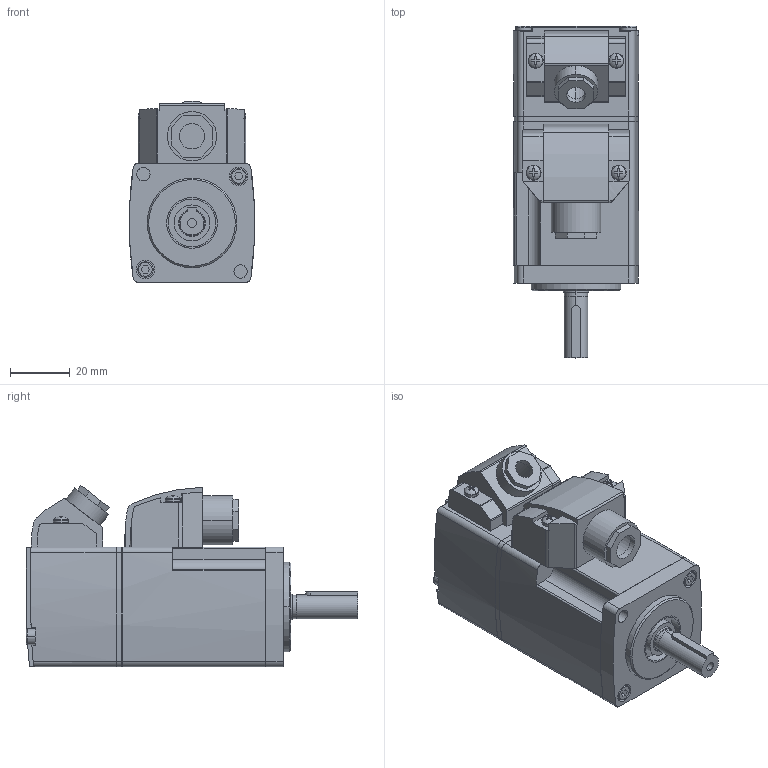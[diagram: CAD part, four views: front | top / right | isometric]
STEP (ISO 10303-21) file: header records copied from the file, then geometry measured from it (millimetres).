
FILE_DESCRIPTION(('STEP AP214'),'1');
FILE_NAME('cctmp_8F3B72D5-EC3E-40D3-9DFD-D47E3808B0BC_2023_02_01_11_04_21_0403..stp','2023-02-01T10:04:21',('SIEMENS A&D'),('CADClick - www.CADClick.com'),'Spatial InterOp 3D',' ','unknown authorization');
FILE_SCHEMA(('AUTOMOTIVE_DESIGN'));
Length unit declared in the file: millimetre
Products named in the file (1): 1
Bounding box: 42.01 x 111.19 x 60.7 mm (x, y, z)
Volume: 159240.1 mm3; surface area: 37660.8 mm2
Topology: 10 solids, 12 shells, 523 faces, 1330 edges, 875 vertices
Faces by surface type: plane 298, cylinder 191, torus 32, cone 2
Entity records: 20799 total; most frequent: CARTESIAN_POINT 3545, DIRECTION 2751, ORIENTED_EDGE 2660, EDGE_CURVE 1330, AXIS2_PLACEMENT_3D 963, VERTEX_POINT 875, LINE 825, VECTOR 825
